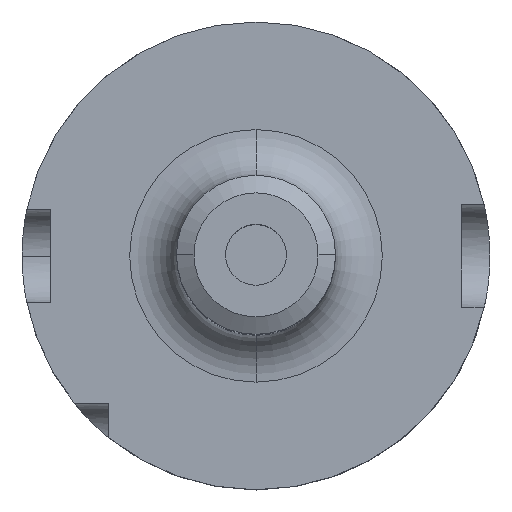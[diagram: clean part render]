
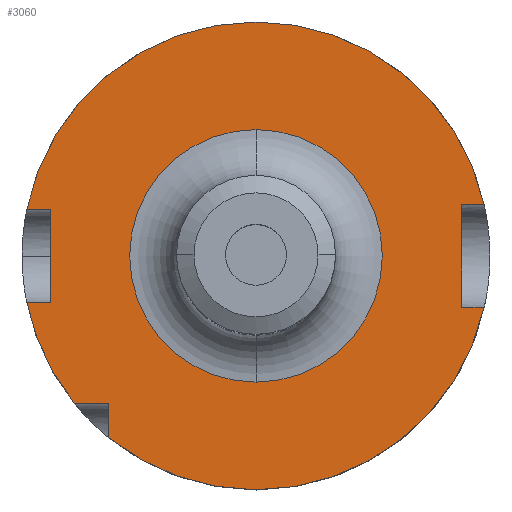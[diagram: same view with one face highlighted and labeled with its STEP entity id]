
A CAD part, top view. The second image highlights one B-rep face of the part: STEP entity #3060.
In plain terms, the highlighted planar face has unit normal (0, 0, 1).
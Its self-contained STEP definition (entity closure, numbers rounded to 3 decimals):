
#9 = ORIENTED_EDGE ( 'NONE', *, *, #2623, .F. ) ;
#23 = LINE ( 'NONE', #2792, #1193 ) ;
#55 = CIRCLE ( 'NONE', #567, 27. ) ;
#90 = EDGE_LOOP ( 'NONE', ( #1564, #1710 ) ) ;
#107 = EDGE_CURVE ( 'NONE', #2436, #1491, #2849, .T. ) ;
#109 = CARTESIAN_POINT ( 'NONE',  ( 44., -11., 29. ) ) ;
#143 = CARTESIAN_POINT ( 'NONE',  ( 0., 0., 29. ) ) ;
#160 = DIRECTION ( 'NONE',  ( 0., 1., 0. ) ) ;
#198 = AXIS2_PLACEMENT_3D ( 'NONE', #1199, #2889, #1446 ) ;
#205 = VECTOR ( 'NONE', #2544, 1000. ) ;
#210 = EDGE_CURVE ( 'NONE', #2047, #2280, #1341, .T. ) ;
#216 = AXIS2_PLACEMENT_3D ( 'NONE', #143, #1794, #388 ) ;
#240 = DIRECTION ( 'NONE',  ( -1., 0., 0. ) ) ;
#250 = VERTEX_POINT ( 'NONE', #495 ) ;
#256 = CARTESIAN_POINT ( 'NONE',  ( 0., 0., 29. ) ) ;
#361 = LINE ( 'NONE', #109, #2747 ) ;
#388 = DIRECTION ( 'NONE',  ( 0., -1., 0. ) ) ;
#409 = VERTEX_POINT ( 'NONE', #1588 ) ;
#450 = CARTESIAN_POINT ( 'NONE',  ( -44., -10., 29. ) ) ;
#495 = CARTESIAN_POINT ( 'NONE',  ( 48.775, -11., 29. ) ) ;
#496 = LINE ( 'NONE', #1921, #2959 ) ;
#503 = DIRECTION ( 'NONE',  ( 1., 0., 0. ) ) ;
#505 = EDGE_CURVE ( 'NONE', #2280, #2486, #1612, .T. ) ;
#508 = DIRECTION ( 'NONE',  ( 0., 0., -1. ) ) ;
#537 = EDGE_CURVE ( 'NONE', #2915, #1930, #361, .T. ) ;
#567 = AXIS2_PLACEMENT_3D ( 'NONE', #256, #1922, #731 ) ;
#580 = CARTESIAN_POINT ( 'NONE',  ( 0., 0., 29. ) ) ;
#581 = EDGE_CURVE ( 'NONE', #409, #2566, #1536, .T. ) ;
#731 = DIRECTION ( 'NONE',  ( 0., -1., 0. ) ) ;
#752 = DIRECTION ( 'NONE',  ( 0., 1., 0. ) ) ;
#758 = CARTESIAN_POINT ( 'NONE',  ( 0., -31.5, 29. ) ) ;
#801 = DIRECTION ( 'NONE',  ( 0., 0., -1. ) ) ;
#811 = DIRECTION ( 'NONE',  ( 0., 1., 0. ) ) ;
#816 = VERTEX_POINT ( 'NONE', #1896 ) ;
#929 = ORIENTED_EDGE ( 'NONE', *, *, #210, .F. ) ;
#1011 = CARTESIAN_POINT ( 'NONE',  ( 0., 6., 29. ) ) ;
#1101 = ORIENTED_EDGE ( 'NONE', *, *, #2791, .F. ) ;
#1109 = EDGE_CURVE ( 'NONE', #2436, #2148, #2168, .T. ) ;
#1138 = CARTESIAN_POINT ( 'NONE',  ( -48.99, -10., 29. ) ) ;
#1143 = EDGE_CURVE ( 'NONE', #2566, #409, #55, .T. ) ;
#1193 = VECTOR ( 'NONE', #160, 1000. ) ;
#1199 = CARTESIAN_POINT ( 'NONE',  ( 0., 0., 29. ) ) ;
#1233 = FACE_BOUND ( 'NONE', #90, .T. ) ;
#1246 = ORIENTED_EDGE ( 'NONE', *, *, #2138, .F. ) ;
#1250 = DIRECTION ( 'NONE',  ( 0., 0., 1. ) ) ;
#1267 = CIRCLE ( 'NONE', #1937, 50. ) ;
#1336 = ORIENTED_EDGE ( 'NONE', *, *, #1109, .F. ) ;
#1341 = LINE ( 'NONE', #758, #1977 ) ;
#1350 = CARTESIAN_POINT ( 'NONE',  ( 0., 11., 29. ) ) ;
#1408 = AXIS2_PLACEMENT_3D ( 'NONE', #1011, #1250, #2930 ) ;
#1446 = DIRECTION ( 'NONE',  ( 0., 1., 0. ) ) ;
#1491 = VERTEX_POINT ( 'NONE', #1765 ) ;
#1536 = CIRCLE ( 'NONE', #216, 27. ) ;
#1564 = ORIENTED_EDGE ( 'NONE', *, *, #1143, .T. ) ;
#1572 = VECTOR ( 'NONE', #1633, 1000. ) ;
#1585 = CARTESIAN_POINT ( 'NONE',  ( -38.83, -31.5, 29. ) ) ;
#1588 = CARTESIAN_POINT ( 'NONE',  ( 0., 27., 29. ) ) ;
#1612 = CIRCLE ( 'NONE', #2834, 50. ) ;
#1622 = ORIENTED_EDGE ( 'NONE', *, *, #1709, .T. ) ;
#1633 = DIRECTION ( 'NONE',  ( 0., -1., 0. ) ) ;
#1654 = CARTESIAN_POINT ( 'NONE',  ( 0., -27., 29. ) ) ;
#1709 = EDGE_CURVE ( 'NONE', #250, #1930, #2155, .T. ) ;
#1710 = ORIENTED_EDGE ( 'NONE', *, *, #581, .T. ) ;
#1765 = CARTESIAN_POINT ( 'NONE',  ( -44., -10., 29. ) ) ;
#1794 = DIRECTION ( 'NONE',  ( 0., 0., -1. ) ) ;
#1814 = CARTESIAN_POINT ( 'NONE',  ( 0., 10., 29. ) ) ;
#1896 = CARTESIAN_POINT ( 'NONE',  ( 0., 50., 29. ) ) ;
#1921 = CARTESIAN_POINT ( 'NONE',  ( 0., -10., 29. ) ) ;
#1922 = DIRECTION ( 'NONE',  ( 0., 0., -1. ) ) ;
#1930 = VERTEX_POINT ( 'NONE', #2884 ) ;
#1936 = CARTESIAN_POINT ( 'NONE',  ( -44., 10., 29. ) ) ;
#1937 = AXIS2_PLACEMENT_3D ( 'NONE', #2234, #801, #2477 ) ;
#1977 = VECTOR ( 'NONE', #2193, 1000. ) ;
#2000 = VERTEX_POINT ( 'NONE', #2165 ) ;
#2016 = ORIENTED_EDGE ( 'NONE', *, *, #2293, .T. ) ;
#2026 = AXIS2_PLACEMENT_3D ( 'NONE', #2416, #508, #752 ) ;
#2043 = ORIENTED_EDGE ( 'NONE', *, *, #2279, .F. ) ;
#2047 = VERTEX_POINT ( 'NONE', #2668 ) ;
#2138 = EDGE_CURVE ( 'NONE', #2148, #816, #2535, .T. ) ;
#2148 = VERTEX_POINT ( 'NONE', #2184 ) ;
#2155 = LINE ( 'NONE', #2929, #2807 ) ;
#2165 = CARTESIAN_POINT ( 'NONE',  ( -31.5, -38.83, 29. ) ) ;
#2168 = LINE ( 'NONE', #1814, #205 ) ;
#2184 = CARTESIAN_POINT ( 'NONE',  ( -48.99, 10., 29. ) ) ;
#2187 = PLANE ( 'NONE',  #1408 ) ;
#2193 = DIRECTION ( 'NONE',  ( -1., 0., 0. ) ) ;
#2234 = CARTESIAN_POINT ( 'NONE',  ( 0., 0., 29. ) ) ;
#2251 = DIRECTION ( 'NONE',  ( 0., 0., -1. ) ) ;
#2279 = EDGE_CURVE ( 'NONE', #2000, #2047, #23, .T. ) ;
#2280 = VERTEX_POINT ( 'NONE', #1585 ) ;
#2293 = EDGE_CURVE ( 'NONE', #2915, #3022, #3035, .T. ) ;
#2316 = EDGE_LOOP ( 'NONE', ( #929, #2043, #9, #1622, #2727, #2016, #1101, #1246, #1336, #2525, #2587, #2386 ) ) ;
#2386 = ORIENTED_EDGE ( 'NONE', *, *, #505, .F. ) ;
#2416 = CARTESIAN_POINT ( 'NONE',  ( 0., 0., 29. ) ) ;
#2436 = VERTEX_POINT ( 'NONE', #1936 ) ;
#2477 = DIRECTION ( 'NONE',  ( 0., 1., 0. ) ) ;
#2486 = VERTEX_POINT ( 'NONE', #1138 ) ;
#2489 = DIRECTION ( 'NONE',  ( 0., -1., 0. ) ) ;
#2525 = ORIENTED_EDGE ( 'NONE', *, *, #107, .T. ) ;
#2535 = CIRCLE ( 'NONE', #2026, 50. ) ;
#2544 = DIRECTION ( 'NONE',  ( -1., 0., 0. ) ) ;
#2558 = VECTOR ( 'NONE', #3029, 1000. ) ;
#2566 = VERTEX_POINT ( 'NONE', #1654 ) ;
#2587 = ORIENTED_EDGE ( 'NONE', *, *, #2813, .F. ) ;
#2623 = EDGE_CURVE ( 'NONE', #250, #2000, #2856, .T. ) ;
#2668 = CARTESIAN_POINT ( 'NONE',  ( -31.5, -31.5, 29. ) ) ;
#2727 = ORIENTED_EDGE ( 'NONE', *, *, #537, .F. ) ;
#2735 = CARTESIAN_POINT ( 'NONE',  ( 44., 11., 29. ) ) ;
#2747 = VECTOR ( 'NONE', #2489, 1000. ) ;
#2775 = CARTESIAN_POINT ( 'NONE',  ( 48.775, 11., 29. ) ) ;
#2791 = EDGE_CURVE ( 'NONE', #816, #3022, #1267, .T. ) ;
#2792 = CARTESIAN_POINT ( 'NONE',  ( -31.5, 6., 29. ) ) ;
#2807 = VECTOR ( 'NONE', #240, 1000. ) ;
#2813 = EDGE_CURVE ( 'NONE', #2486, #1491, #496, .T. ) ;
#2834 = AXIS2_PLACEMENT_3D ( 'NONE', #580, #2251, #811 ) ;
#2849 = LINE ( 'NONE', #450, #1572 ) ;
#2856 = CIRCLE ( 'NONE', #198, 50. ) ;
#2884 = CARTESIAN_POINT ( 'NONE',  ( 44., -11., 29. ) ) ;
#2889 = DIRECTION ( 'NONE',  ( 0., 0., -1. ) ) ;
#2915 = VERTEX_POINT ( 'NONE', #2735 ) ;
#2929 = CARTESIAN_POINT ( 'NONE',  ( 0., -11., 29. ) ) ;
#2930 = DIRECTION ( 'NONE',  ( 0., -1., 0. ) ) ;
#2959 = VECTOR ( 'NONE', #503, 1000. ) ;
#3022 = VERTEX_POINT ( 'NONE', #2775 ) ;
#3029 = DIRECTION ( 'NONE',  ( 1., 0., 0. ) ) ;
#3035 = LINE ( 'NONE', #1350, #2558 ) ;
#3060 = ADVANCED_FACE ( 'NONE', ( #1233, #3062 ), #2187, .T. ) ;
#3062 = FACE_OUTER_BOUND ( 'NONE', #2316, .T. ) ;
